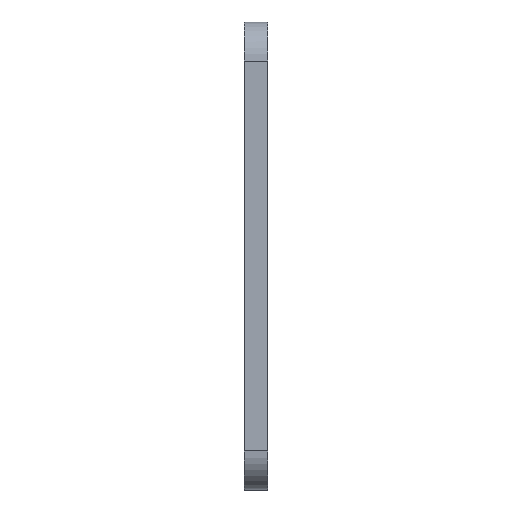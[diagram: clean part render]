
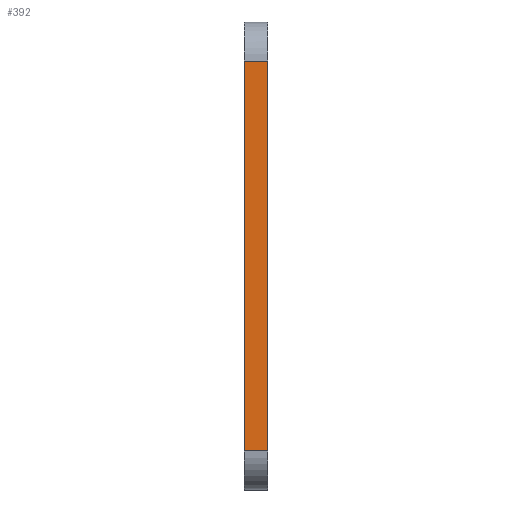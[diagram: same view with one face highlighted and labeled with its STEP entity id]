
A CAD part, left-side view. The second image highlights one B-rep face of the part: STEP entity #392.
In plain terms, the highlighted planar face has unit normal (-1, 0, 0).
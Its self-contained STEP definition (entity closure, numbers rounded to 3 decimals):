
#8 = VERTEX_POINT ( 'NONE', #350 ) ;
#18 = VECTOR ( 'NONE', #69, 1000. ) ;
#25 = CARTESIAN_POINT ( 'NONE',  ( -30., 0., 25. ) ) ;
#66 = VECTOR ( 'NONE', #650, 1000. ) ;
#69 = DIRECTION ( 'NONE',  ( 0., -1., 0. ) ) ;
#73 = CARTESIAN_POINT ( 'NONE',  ( -30., 3., -25. ) ) ;
#114 = VECTOR ( 'NONE', #638, 1000. ) ;
#138 = CARTESIAN_POINT ( 'NONE',  ( -30., 3., 25. ) ) ;
#148 = CARTESIAN_POINT ( 'NONE',  ( -30., 3., 30. ) ) ;
#168 = EDGE_CURVE ( 'NONE', #317, #209, #237, .T. ) ;
#186 = CARTESIAN_POINT ( 'NONE',  ( -30., 3., -25. ) ) ;
#189 = ORIENTED_EDGE ( 'NONE', *, *, #504, .T. ) ;
#204 = LINE ( 'NONE', #420, #114 ) ;
#206 = DIRECTION ( 'NONE',  ( 1., 0., 0. ) ) ;
#209 = VERTEX_POINT ( 'NONE', #138 ) ;
#219 = CARTESIAN_POINT ( 'NONE',  ( -30., 3., 30. ) ) ;
#237 = LINE ( 'NONE', #219, #66 ) ;
#254 = ORIENTED_EDGE ( 'NONE', *, *, #168, .F. ) ;
#259 = PLANE ( 'NONE',  #341 ) ;
#277 = EDGE_LOOP ( 'NONE', ( #254, #189, #692, #404 ) ) ;
#317 = VERTEX_POINT ( 'NONE', #186 ) ;
#341 = AXIS2_PLACEMENT_3D ( 'NONE', #148, #206, #649 ) ;
#350 = CARTESIAN_POINT ( 'NONE',  ( -30., 0., -25. ) ) ;
#392 = ADVANCED_FACE ( 'NONE', ( #592 ), #259, .F. ) ;
#404 = ORIENTED_EDGE ( 'NONE', *, *, #605, .T. ) ;
#411 = DIRECTION ( 'NONE',  ( 0., 1., 0. ) ) ;
#420 = CARTESIAN_POINT ( 'NONE',  ( -30., 0., 30. ) ) ;
#424 = VECTOR ( 'NONE', #411, 1000. ) ;
#425 = EDGE_CURVE ( 'NONE', #8, #664, #204, .T. ) ;
#504 = EDGE_CURVE ( 'NONE', #317, #8, #552, .T. ) ;
#552 = LINE ( 'NONE', #73, #18 ) ;
#565 = LINE ( 'NONE', #579, #424 ) ;
#579 = CARTESIAN_POINT ( 'NONE',  ( -30., 3., 25. ) ) ;
#592 = FACE_OUTER_BOUND ( 'NONE', #277, .T. ) ;
#605 = EDGE_CURVE ( 'NONE', #664, #209, #565, .T. ) ;
#638 = DIRECTION ( 'NONE',  ( 0., 0., 1. ) ) ;
#649 = DIRECTION ( 'NONE',  ( 0., 0., -1. ) ) ;
#650 = DIRECTION ( 'NONE',  ( 0., 0., 1. ) ) ;
#664 = VERTEX_POINT ( 'NONE', #25 ) ;
#692 = ORIENTED_EDGE ( 'NONE', *, *, #425, .T. ) ;
